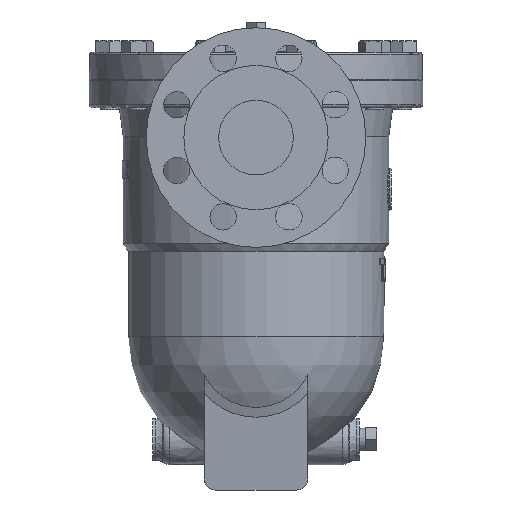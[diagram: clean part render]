
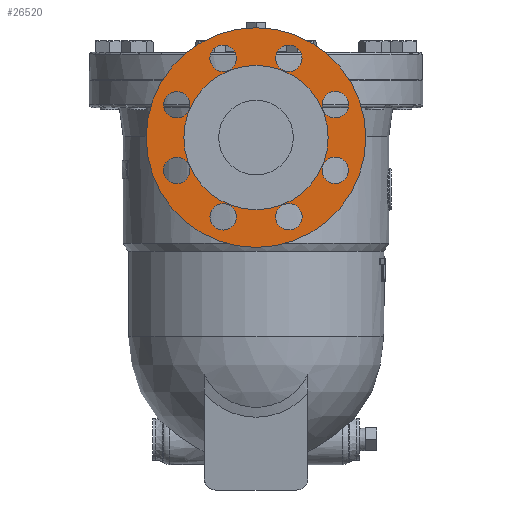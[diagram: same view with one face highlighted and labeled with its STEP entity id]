
A CAD part, left-side view. The second image highlights one B-rep face of the part: STEP entity #26520.
In plain terms, the highlighted planar face has unit normal (-1, 0, 0).
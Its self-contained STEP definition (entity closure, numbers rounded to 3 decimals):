
#25203=CARTESIAN_POINT('',(-191.9,-77.053,-13.32));
#25204=VERTEX_POINT('',#25203);
#25205=CARTESIAN_POINT('',(-191.9,-68.921,-21.452));
#25206=DIRECTION('',(1.,0.,0.));
#25207=DIRECTION('',(0.,-0.707,0.707));
#25208=AXIS2_PLACEMENT_3D('',#25205,#25206,#25207);
#25209=CIRCLE('',#25208,11.5);
#25210=EDGE_CURVE('',#25204,#25204,#25209,.T.);
#25252=CARTESIAN_POINT('',(-191.9,-80.421,-78.548));
#25253=VERTEX_POINT('',#25252);
#25254=CARTESIAN_POINT('',(-191.9,-68.921,-78.548));
#25255=DIRECTION('',(1.0,0.0,0.0));
#25256=DIRECTION('',(0.0,-1.0,0.0));
#25257=AXIS2_PLACEMENT_3D('',#25254,#25255,#25256);
#25258=CIRCLE('',#25257,11.5);
#25259=EDGE_CURVE('',#25253,#25253,#25258,.T.);
#25301=CARTESIAN_POINT('',(-191.9,-36.68,-127.053));
#25302=VERTEX_POINT('',#25301);
#25303=CARTESIAN_POINT('',(-191.9,-28.548,-118.921));
#25304=DIRECTION('',(1.0,0.,0.));
#25305=DIRECTION('',(0.,-0.707,-0.707));
#25306=AXIS2_PLACEMENT_3D('',#25303,#25304,#25305);
#25307=CIRCLE('',#25306,11.5);
#25308=EDGE_CURVE('',#25302,#25302,#25307,.T.);
#25350=CARTESIAN_POINT('',(-191.9,28.548,-130.421));
#25351=VERTEX_POINT('',#25350);
#25352=CARTESIAN_POINT('',(-191.9,28.548,-118.921));
#25353=DIRECTION('',(1.0,0.0,0.0));
#25354=DIRECTION('',(0.0,0.0,-1.0));
#25355=AXIS2_PLACEMENT_3D('',#25352,#25353,#25354);
#25356=CIRCLE('',#25355,11.5);
#25357=EDGE_CURVE('',#25351,#25351,#25356,.T.);
#25399=CARTESIAN_POINT('',(-191.9,77.053,-86.68));
#25400=VERTEX_POINT('',#25399);
#25401=CARTESIAN_POINT('',(-191.9,68.921,-78.548));
#25402=DIRECTION('',(1.0,0.,0.));
#25403=DIRECTION('',(0.,0.707,-0.707));
#25404=AXIS2_PLACEMENT_3D('',#25401,#25402,#25403);
#25405=CIRCLE('',#25404,11.5);
#25406=EDGE_CURVE('',#25400,#25400,#25405,.T.);
#25448=CARTESIAN_POINT('',(-191.9,80.421,-21.452));
#25449=VERTEX_POINT('',#25448);
#25450=CARTESIAN_POINT('',(-191.9,68.921,-21.452));
#25451=DIRECTION('',(1.0,0.0,0.0));
#25452=DIRECTION('',(0.0,1.0,0.0));
#25453=AXIS2_PLACEMENT_3D('',#25450,#25451,#25452);
#25454=CIRCLE('',#25453,11.5);
#25455=EDGE_CURVE('',#25449,#25449,#25454,.T.);
#25497=CARTESIAN_POINT('',(-191.9,36.68,27.053));
#25498=VERTEX_POINT('',#25497);
#25499=CARTESIAN_POINT('',(-191.9,28.548,18.921));
#25500=DIRECTION('',(1.0,0.,0.));
#25501=DIRECTION('',(0.,0.707,0.707));
#25502=AXIS2_PLACEMENT_3D('',#25499,#25500,#25501);
#25503=CIRCLE('',#25502,11.5);
#25504=EDGE_CURVE('',#25498,#25498,#25503,.T.);
#25546=CARTESIAN_POINT('',(-191.9,-28.548,30.421));
#25547=VERTEX_POINT('',#25546);
#25548=CARTESIAN_POINT('',(-191.9,-28.548,18.921));
#25549=DIRECTION('',(1.0,0.0,0.0));
#25550=DIRECTION('',(0.0,0.0,1.0));
#25551=AXIS2_PLACEMENT_3D('',#25548,#25549,#25550);
#25552=CIRCLE('',#25551,11.5);
#25553=EDGE_CURVE('',#25547,#25547,#25552,.T.);
#26469=CARTESIAN_POINT('',(-191.9,0.0,29.125));
#26470=DIRECTION('',(-1.0,0.0,0.0));
#26471=DIRECTION('',(0.0,0.0,1.0));
#26472=AXIS2_PLACEMENT_3D('',#26469,#26470,#26471);
#26473=PLANE('',#26472);
#26474=CARTESIAN_POINT('',(-191.9,0.0,45.5));
#26475=VERTEX_POINT('',#26474);
#26476=CARTESIAN_POINT('',(-191.9,0.0,-50.));
#26477=DIRECTION('',(-1.0,0.0,0.0));
#26478=DIRECTION('',(0.0,0.0,1.0));
#26479=AXIS2_PLACEMENT_3D('',#26476,#26477,#26478);
#26480=CIRCLE('',#26479,95.5);
#26481=EDGE_CURVE('',#26475,#26475,#26480,.T.);
#26482=ORIENTED_EDGE('',*,*,#26481,.T.);
#26483=EDGE_LOOP('',(#26482));
#26484=FACE_OUTER_BOUND('',#26483,.T.);
#26485=ORIENTED_EDGE('',*,*,#25210,.T.);
#26486=EDGE_LOOP('',(#26485));
#26487=FACE_BOUND('',#26486,.T.);
#26488=ORIENTED_EDGE('',*,*,#25259,.T.);
#26489=EDGE_LOOP('',(#26488));
#26490=FACE_BOUND('',#26489,.T.);
#26491=ORIENTED_EDGE('',*,*,#25308,.T.);
#26492=EDGE_LOOP('',(#26491));
#26493=FACE_BOUND('',#26492,.T.);
#26494=ORIENTED_EDGE('',*,*,#25357,.T.);
#26495=EDGE_LOOP('',(#26494));
#26496=FACE_BOUND('',#26495,.T.);
#26497=ORIENTED_EDGE('',*,*,#25406,.T.);
#26498=EDGE_LOOP('',(#26497));
#26499=FACE_BOUND('',#26498,.T.);
#26500=ORIENTED_EDGE('',*,*,#25455,.T.);
#26501=EDGE_LOOP('',(#26500));
#26502=FACE_BOUND('',#26501,.T.);
#26503=ORIENTED_EDGE('',*,*,#25504,.T.);
#26504=EDGE_LOOP('',(#26503));
#26505=FACE_BOUND('',#26504,.T.);
#26506=ORIENTED_EDGE('',*,*,#25553,.T.);
#26507=EDGE_LOOP('',(#26506));
#26508=FACE_BOUND('',#26507,.T.);
#26509=CARTESIAN_POINT('',(-191.9,0.0,12.75));
#26510=VERTEX_POINT('',#26509);
#26511=CARTESIAN_POINT('',(-191.9,0.0,-50.));
#26512=DIRECTION('',(-1.0,0.0,0.0));
#26513=DIRECTION('',(0.0,0.0,1.0));
#26514=AXIS2_PLACEMENT_3D('',#26511,#26512,#26513);
#26515=CIRCLE('',#26514,62.75);
#26516=EDGE_CURVE('',#26510,#26510,#26515,.T.);
#26517=ORIENTED_EDGE('',*,*,#26516,.F.);
#26518=EDGE_LOOP('',(#26517));
#26519=FACE_BOUND('',#26518,.T.);
#26520=ADVANCED_FACE('',(#26484,#26487,#26490,#26493,#26496,#26499,#26502,#26505,#26508,#26519),#26473,.T.);
